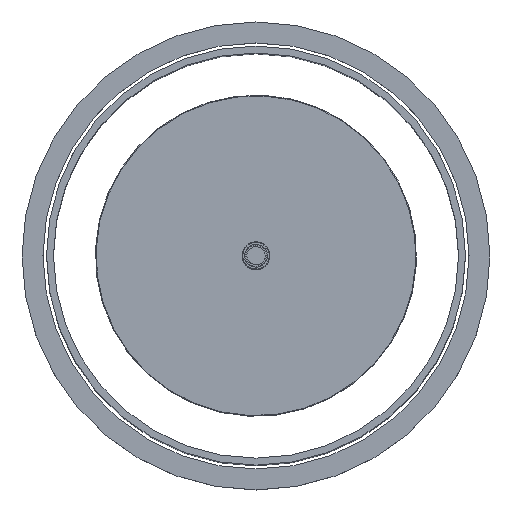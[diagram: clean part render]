
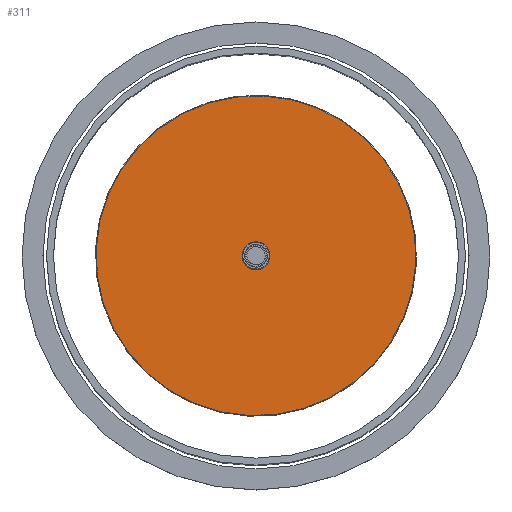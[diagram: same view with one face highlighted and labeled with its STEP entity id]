
A CAD part, top view. The second image highlights one B-rep face of the part: STEP entity #311.
In plain terms, the highlighted planar face has unit normal (0, 0, 1).
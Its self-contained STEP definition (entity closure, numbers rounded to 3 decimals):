
#86 = FACE_OUTER_BOUND ( 'NONE', #16446, .T. ) ;
#124 = ORIENTED_EDGE ( 'NONE', *, *, #3454, .T. ) ;
#220 = VERTEX_POINT ( 'NONE', #16034 ) ;
#311 = ADVANCED_FACE ( 'NONE', ( #86, #11063 ), #6291, .T. ) ;
#855 = AXIS2_PLACEMENT_3D ( 'NONE', #2185, #7972, #12271 ) ;
#1515 = DIRECTION ( 'NONE',  ( 1., 0., 0. ) ) ;
#1946 = CARTESIAN_POINT ( 'NONE',  ( 0., 0., 3. ) ) ;
#2185 = CARTESIAN_POINT ( 'NONE',  ( 0., 0., 3. ) ) ;
#2707 = CIRCLE ( 'NONE', #10045, 114.5 ) ;
#2852 = DIRECTION ( 'NONE',  ( 0., 0., 1. ) ) ;
#2898 = CARTESIAN_POINT ( 'NONE',  ( 0., 0., 3. ) ) ;
#2994 = EDGE_CURVE ( 'NONE', #220, #10994, #5423, .T. ) ;
#3454 = EDGE_CURVE ( 'NONE', #13721, #15426, #2707, .T. ) ;
#4824 = CARTESIAN_POINT ( 'NONE',  ( -114.5, 0., 3. ) ) ;
#5060 = AXIS2_PLACEMENT_3D ( 'NONE', #15679, #2852, #17058 ) ;
#5423 = CIRCLE ( 'NONE', #6197, 8.25 ) ;
#6197 = AXIS2_PLACEMENT_3D ( 'NONE', #2898, #11494, #1515 ) ;
#6291 = PLANE ( 'NONE',  #8433 ) ;
#6905 = ORIENTED_EDGE ( 'NONE', *, *, #13248, .F. ) ;
#7800 = DIRECTION ( 'NONE',  ( 1., 0., 0. ) ) ;
#7972 = DIRECTION ( 'NONE',  ( 0., 0., 1. ) ) ;
#8433 = AXIS2_PLACEMENT_3D ( 'NONE', #1946, #16281, #7800 ) ;
#9287 = EDGE_LOOP ( 'NONE', ( #6905, #17101 ) ) ;
#9550 = CIRCLE ( 'NONE', #855, 8.25 ) ;
#9573 = ORIENTED_EDGE ( 'NONE', *, *, #13014, .T. ) ;
#9655 = DIRECTION ( 'NONE',  ( 1., 0., 0. ) ) ;
#10045 = AXIS2_PLACEMENT_3D ( 'NONE', #16700, #15238, #9655 ) ;
#10994 = VERTEX_POINT ( 'NONE', #12076 ) ;
#11063 = FACE_BOUND ( 'NONE', #9287, .T. ) ;
#11343 = CARTESIAN_POINT ( 'NONE',  ( 114.5, 0., 3. ) ) ;
#11494 = DIRECTION ( 'NONE',  ( 0., 0., 1. ) ) ;
#12076 = CARTESIAN_POINT ( 'NONE',  ( -8.25, 0., 3. ) ) ;
#12271 = DIRECTION ( 'NONE',  ( 1., 0., 0. ) ) ;
#13014 = EDGE_CURVE ( 'NONE', #15426, #13721, #13110, .T. ) ;
#13110 = CIRCLE ( 'NONE', #5060, 114.5 ) ;
#13248 = EDGE_CURVE ( 'NONE', #10994, #220, #9550, .T. ) ;
#13721 = VERTEX_POINT ( 'NONE', #11343 ) ;
#15238 = DIRECTION ( 'NONE',  ( 0., 0., 1. ) ) ;
#15426 = VERTEX_POINT ( 'NONE', #4824 ) ;
#15679 = CARTESIAN_POINT ( 'NONE',  ( 0., 0., 3. ) ) ;
#16034 = CARTESIAN_POINT ( 'NONE',  ( 8.25, 0., 3. ) ) ;
#16281 = DIRECTION ( 'NONE',  ( 0., 0., 1. ) ) ;
#16446 = EDGE_LOOP ( 'NONE', ( #9573, #124 ) ) ;
#16700 = CARTESIAN_POINT ( 'NONE',  ( 0., 0., 3. ) ) ;
#17058 = DIRECTION ( 'NONE',  ( 1., 0., 0. ) ) ;
#17101 = ORIENTED_EDGE ( 'NONE', *, *, #2994, .F. ) ;
